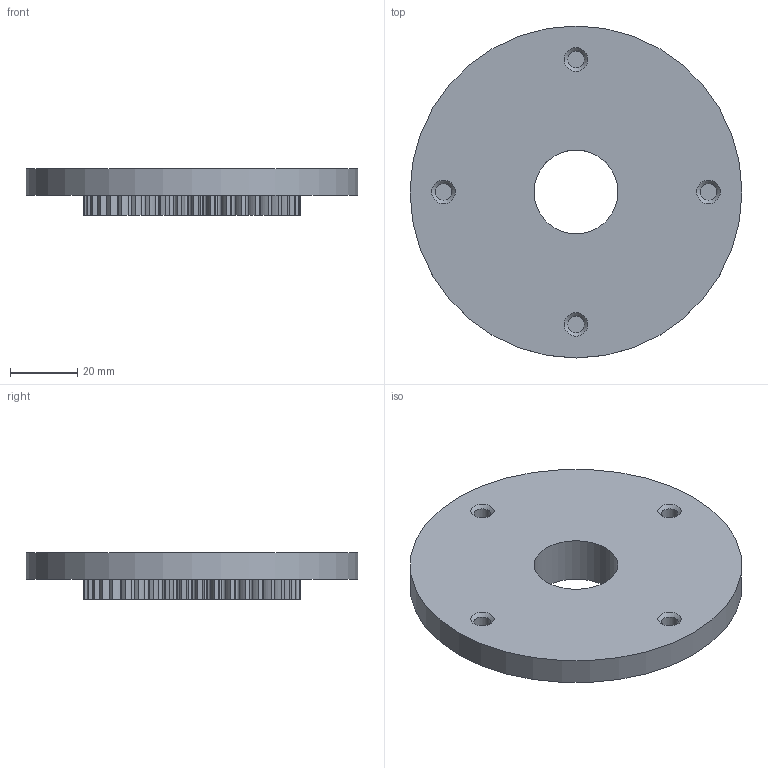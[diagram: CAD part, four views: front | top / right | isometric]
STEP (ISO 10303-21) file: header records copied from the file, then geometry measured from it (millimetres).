
FILE_DESCRIPTION(/* description */ (''),/* implementation_level */ '2;1');
FILE_NAME(/* name */ 'output_gear.step',/* time_stamp */ '2026-02-16T15:06:13-08:00',/* author */ (''),/* organization */ (''),/* preprocessor_version */ 'ST-DEVELOPER v20.1',/* originating_system */ 'Autodesk Translation Framework v14.24.0.0',/* authorisation */ '');
FILE_SCHEMA (('AUTOMOTIVE_DESIGN { 1 0 10303 214 3 1 1 }'));
Products named in the file (4): Manuel 1.0; V4 robot arm; Waist; Output gear
Assembly tree (3 placements, depth 4):
  Manuel 1.0
    V4 robot arm
      Waist
        Output gear
Bounding box: 99 x 99 x 14 mm (x, y, z)
Volume: 71876.2 mm3; surface area: 20690.2 mm2
Topology: 1 solids, 1 shells, 263 faces, 764 edges, 508 vertices
Faces by surface type: bspline 164, cylinder 88, plane 7, cone 4
Full cylindrical faces by diameter (mm): 5 x4, 25 x1, 99 x1
Entity records: 34132 total; most frequent: CARTESIAN_POINT 28298, ORIENTED_EDGE 1528, DIRECTION 828, EDGE_CURVE 764, VERTEX_POINT 508, AXIS2_PLACEMENT_3D 286, EDGE_LOOP 270, FACE_OUTER_BOUND 263
